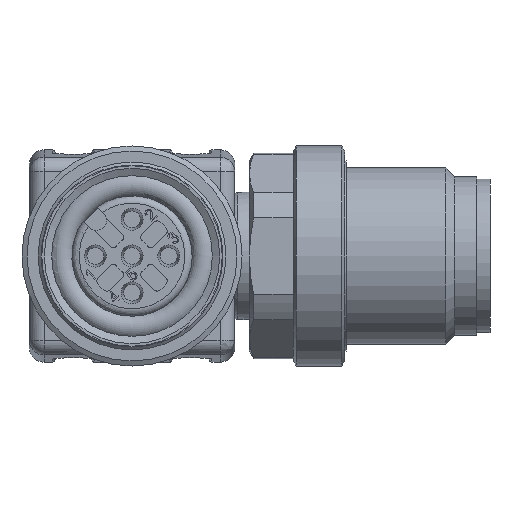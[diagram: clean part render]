
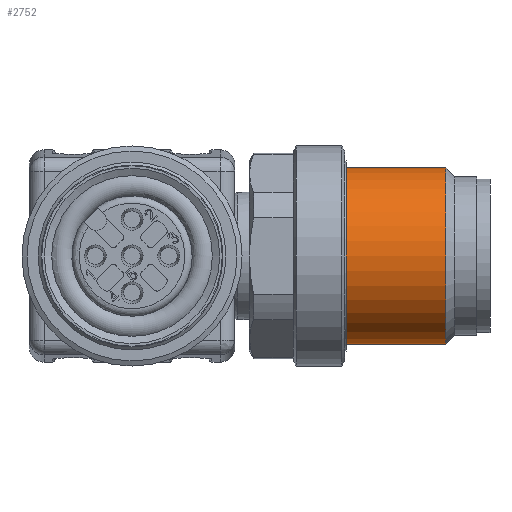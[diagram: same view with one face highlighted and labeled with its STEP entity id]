
A CAD part, left-side view. The second image highlights one B-rep face of the part: STEP entity #2752.
In plain terms, the highlighted cylindrical face has radius 6 mm (diameter 12 mm), a full revolution.
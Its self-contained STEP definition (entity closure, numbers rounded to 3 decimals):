
#1448=FACE_BOUND('',#4200,.T.);
#1449=FACE_BOUND('',#4201,.T.);
#1714=CYLINDRICAL_SURFACE('',#10978,6.);
#2752=ADVANCED_FACE('',(#1448,#1449),#1714,.T.);
#4200=EDGE_LOOP('',(#7040));
#4201=EDGE_LOOP('',(#7041));
#7040=ORIENTED_EDGE('',*,*,#9384,.F.);
#7041=ORIENTED_EDGE('',*,*,#9085,.F.);
#7766=VERTEX_POINT('',#19804);
#7964=VERTEX_POINT('',#21072);
#9085=EDGE_CURVE('',#7766,#7766,#9824,.T.);
#9384=EDGE_CURVE('',#7964,#7964,#9914,.T.);
#9824=CIRCLE('',#10791,6.);
#9914=CIRCLE('',#10976,6.);
#10791=AXIS2_PLACEMENT_3D('',#19803,#13174,#13175);
#10976=AXIS2_PLACEMENT_3D('',#21071,#13674,#13675);
#10978=AXIS2_PLACEMENT_3D('',#21074,#13678,#13679);
#13174=DIRECTION('',(0.,1.,0.));
#13175=DIRECTION('',(-1.,0.,0.));
#13674=DIRECTION('',(0.,-1.,0.));
#13675=DIRECTION('',(-0.5,0.,0.866));
#13678=DIRECTION('',(0.,-1.,0.));
#13679=DIRECTION('',(-0.5,0.,0.866));
#19803=CARTESIAN_POINT('',(169.399,35.4,0.));
#19804=CARTESIAN_POINT('',(163.399,35.4,0.));
#21071=CARTESIAN_POINT('',(169.399,28.6,0.));
#21072=CARTESIAN_POINT('',(166.399,28.6,5.196));
#21074=CARTESIAN_POINT('',(169.399,26.5,0.));
